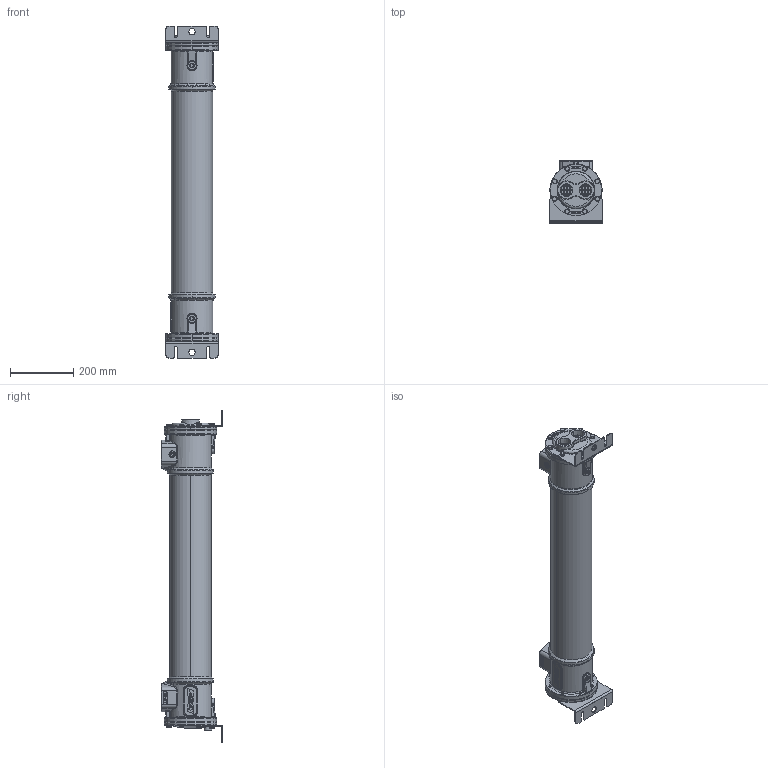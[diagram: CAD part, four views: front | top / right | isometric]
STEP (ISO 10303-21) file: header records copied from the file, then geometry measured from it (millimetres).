
FILE_DESCRIPTION((''),'2;1');
FILE_NAME('84527103271_ASM','2013-06-24T',('ppetruska'),(''),'PRO/ENGINEER BY PARAMETRIC TECHNOLOGY CORPORATION, 2012480','PRO/ENGINEER BY PARAMETRIC TECHNOLOGY CORPORATION, 2012480','');
FILE_SCHEMA(('CONFIG_CONTROL_DESIGN'));
Products named in the file (17): 84527108808_AF1; 84527108807_AF0_ASM; 84527108806_ASM; 84527102999; SIZE_125_WR; 84527108809; 84527108810; 84527108824_AF0; 84527103013_ASM; 84527108825_AF0; 84527103014_ASM; 84527108796; 84527108794; 84527103004; 84527103011; 68514457302; 84527103271_ASM
Assembly tree (52 placements, depth 4):
  84527103271_ASM
    84527108806_ASM  x2
      84527108807_AF0_ASM
        84527108808_AF1
    84527102999
    SIZE_125_WR  x2
    84527108809
    84527108810
    84527103013_ASM
      84527108824_AF0
    84527103014_ASM
      84527108825_AF0
    84527108796  x2
    84527108794  x16
    84527103004  x8
    84527103011  x5
    68514457302  x8
Bounding box: 165 x 194.01 x 1046 mm (x, y, z)
Volume: 3172673.5 mm3; surface area: 1158255 mm2
Topology: 48 solids, 48 shells, 3428 faces, 8658 edges, 5410 vertices
Faces by surface type: plane 1538, cylinder 894, cone 728, bspline 152, torus 58, sphere 30, extrusion 28
Entity records: 68809 total; most frequent: CARTESIAN_POINT 18078, ORIENTED_EDGE 10462, DIRECTION 10388, EDGE_CURVE 5231, VECTOR 3490, LINE 3476, AXIS2_PLACEMENT_3D 3449, VERTEX_POINT 3319
